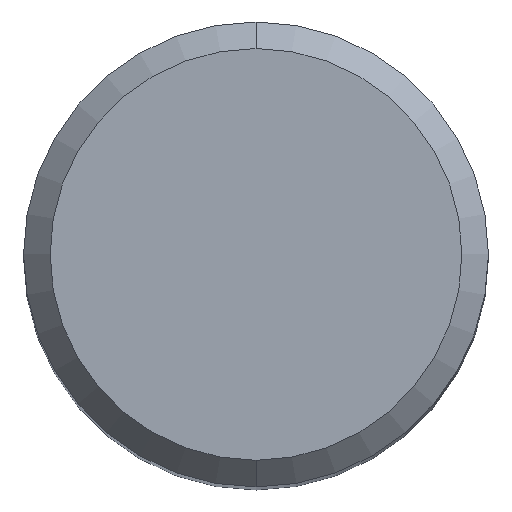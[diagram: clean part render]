
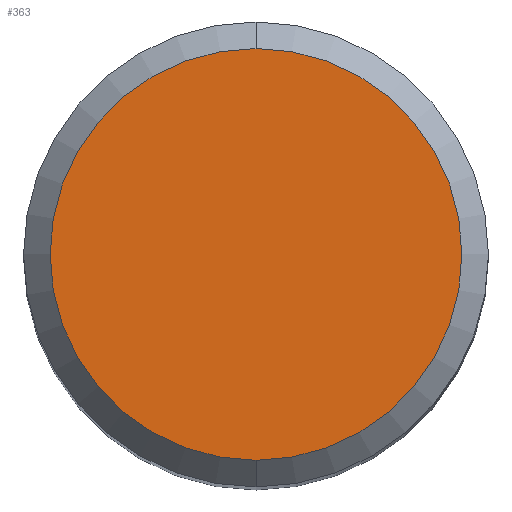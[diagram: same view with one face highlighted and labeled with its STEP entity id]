
A CAD part, top view. The second image highlights one B-rep face of the part: STEP entity #363.
In plain terms, the highlighted planar face has unit normal (0, 0, 1).
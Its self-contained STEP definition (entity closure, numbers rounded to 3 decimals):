
#257=VERTEX_POINT('',#649);
#299=VERTEX_POINT('',#695);
#323=EDGE_CURVE('',#257,#299,#722,.T.);
#363=ADVANCED_FACE('',(#765),#766,.T.);
#391=EDGE_CURVE('',#299,#257,#798,.T.);
#649=CARTESIAN_POINT('',(0.,-3.1,0.0));
#695=CARTESIAN_POINT('',(0.0,3.1,0.0));
#722=CIRCLE('',#1272,3.1);
#765=FACE_OUTER_BOUND('',#1361,.T.);
#766=PLANE('',#1362);
#798=CIRCLE('',#1401,3.1);
#1272=AXIS2_PLACEMENT_3D('',#1908,#1909,#1910);
#1361=EDGE_LOOP('',(#1946,#1947));
#1362=AXIS2_PLACEMENT_3D('',#1948,#1949,#1950);
#1401=AXIS2_PLACEMENT_3D('',#1993,#1994,#1995);
#1908=CARTESIAN_POINT('',(0.0,0.0,0.0));
#1909=DIRECTION('',(0.0,0.0,-1.0));
#1910=DIRECTION('',(0.0,1.0,0.0));
#1946=ORIENTED_EDGE('',*,*,#391,.F.);
#1947=ORIENTED_EDGE('',*,*,#323,.F.);
#1948=CARTESIAN_POINT('',(0.0,1.55,0.0));
#1949=DIRECTION('',(-0.0,0.0,1.0));
#1950=DIRECTION('',(0.0,-1.0,0.0));
#1993=CARTESIAN_POINT('',(0.0,0.0,0.0));
#1994=DIRECTION('',(0.0,0.0,-1.0));
#1995=DIRECTION('',(0.0,1.0,0.0));
